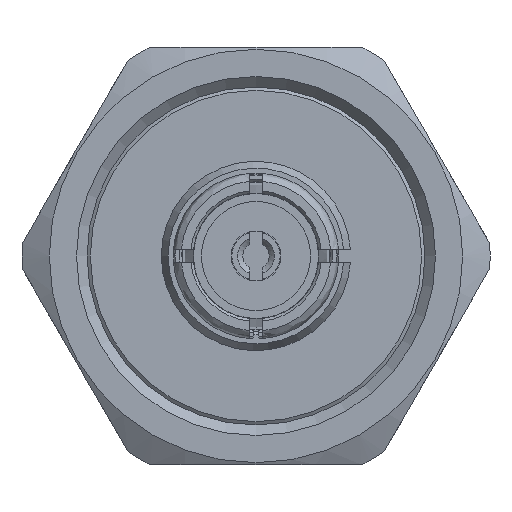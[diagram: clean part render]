
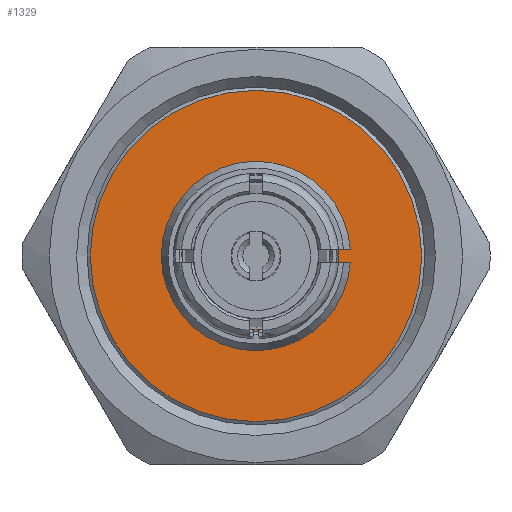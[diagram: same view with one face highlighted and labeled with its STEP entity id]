
A CAD part, left-side view. The second image highlights one B-rep face of the part: STEP entity #1329.
In plain terms, the highlighted planar face has unit normal (-1, 0, 0).
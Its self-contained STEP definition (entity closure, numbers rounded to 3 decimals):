
#74 = ORIENTED_EDGE ( 'NONE', *, *, #1406, .T. ) ;
#112 = DIRECTION ( 'NONE',  ( 0., 0., 1. ) ) ;
#113 = DIRECTION ( 'NONE',  ( 1., 0., 0. ) ) ;
#114 = CARTESIAN_POINT ( 'NONE',  ( 3.4, 0., 0. ) ) ;
#117 = DIRECTION ( 'NONE',  ( 0., -1., 0. ) ) ;
#118 = CARTESIAN_POINT ( 'NONE',  ( 3.4, 1.395, -0.125 ) ) ;
#126 = DIRECTION ( 'NONE',  ( 0., 0., -1. ) ) ;
#127 = DIRECTION ( 'NONE',  ( -1., 0., 0. ) ) ;
#128 = CARTESIAN_POINT ( 'NONE',  ( 3.4, 0., 0. ) ) ;
#229 = ORIENTED_EDGE ( 'NONE', *, *, #1118, .T. ) ;
#249 = ORIENTED_EDGE ( 'NONE', *, *, #1173, .F. ) ;
#270 = ORIENTED_EDGE ( 'NONE', *, *, #1396, .T. ) ;
#272 = ORIENTED_EDGE ( 'NONE', *, *, #1120, .T. ) ;
#811 = DIRECTION ( 'NONE',  ( 0., -1., 0. ) ) ;
#827 = CARTESIAN_POINT ( 'NONE',  ( 3.4, 0., 0. ) ) ;
#828 = DIRECTION ( 'NONE',  ( 1., 0., 0. ) ) ;
#1034 = PLANE ( 'NONE',  #2897 ) ;
#1035 = CARTESIAN_POINT ( 'NONE',  ( 3.4, 1.395, 0. ) ) ;
#1036 = DIRECTION ( 'NONE',  ( 1., 0., 0. ) ) ;
#1037 = DIRECTION ( 'NONE',  ( 0., 0., -1. ) ) ;
#1114 = EDGE_CURVE ( 'NONE', #1988, #1974, #2754, .T. ) ;
#1118 = EDGE_CURVE ( 'NONE', #1974, #2007, #1678, .T. ) ;
#1120 = EDGE_CURVE ( 'NONE', #2007, #1984, #3084, .T. ) ;
#1173 = EDGE_CURVE ( 'NONE', #1908, #1908, #2995, .T. ) ;
#1329 = ADVANCED_FACE ( 'NONE', ( #1791, #1792, #1793 ), #1034, .F. ) ;
#1396 = EDGE_CURVE ( 'NONE', #1984, #1988, #1897, .T. ) ;
#1406 = EDGE_CURVE ( 'NONE', #1922, #1922, #2988, .T. ) ;
#1545 = ORIENTED_EDGE ( 'NONE', *, *, #1114, .T. ) ;
#1678 = LINE ( 'NONE', #118, #3081 ) ;
#1791 = FACE_BOUND ( 'NONE', #2527, .T. ) ;
#1792 = FACE_BOUND ( 'NONE', #2571, .T. ) ;
#1793 = FACE_OUTER_BOUND ( 'NONE', #2045, .T. ) ;
#1897 = LINE ( 'NONE', #2476, #2977 ) ;
#1908 = VERTEX_POINT ( 'NONE', #2335 ) ;
#1922 = VERTEX_POINT ( 'NONE', #2349 ) ;
#1974 = VERTEX_POINT ( 'NONE', #2217 ) ;
#1984 = VERTEX_POINT ( 'NONE', #2223 ) ;
#1988 = VERTEX_POINT ( 'NONE', #2226 ) ;
#2007 = VERTEX_POINT ( 'NONE', #2238 ) ;
#2045 = EDGE_LOOP ( 'NONE', ( #249 ) ) ;
#2217 = CARTESIAN_POINT ( 'NONE',  ( 3.4, -1.62, -0.125 ) ) ;
#2223 = CARTESIAN_POINT ( 'NONE',  ( 3.4, -1.796, 0.125 ) ) ;
#2226 = CARTESIAN_POINT ( 'NONE',  ( 3.4, -1.62, 0.125 ) ) ;
#2238 = CARTESIAN_POINT ( 'NONE',  ( 3.4, -1.796, -0.125 ) ) ;
#2335 = CARTESIAN_POINT ( 'NONE',  ( 3.4, -3.15, 0. ) ) ;
#2349 = CARTESIAN_POINT ( 'NONE',  ( 3.4, 0., 1.395 ) ) ;
#2418 = DIRECTION ( 'NONE',  ( 0., 0., 1. ) ) ;
#2424 = DIRECTION ( 'NONE',  ( 0., 1., 0. ) ) ;
#2468 = CARTESIAN_POINT ( 'NONE',  ( 3.4, 0., 0. ) ) ;
#2476 = CARTESIAN_POINT ( 'NONE',  ( 3.4, 1.395, 0.125 ) ) ;
#2506 = DIRECTION ( 'NONE',  ( 1., 0., 0. ) ) ;
#2527 = EDGE_LOOP ( 'NONE', ( #74 ) ) ;
#2571 = EDGE_LOOP ( 'NONE', ( #229, #272, #270, #1545 ) ) ;
#2753 = AXIS2_PLACEMENT_3D ( 'NONE', #128, #127, #126 ) ;
#2754 = CIRCLE ( 'NONE', #2753, 1.625 ) ;
#2897 = AXIS2_PLACEMENT_3D ( 'NONE', #1035, #1036, #1037 ) ;
#2977 = VECTOR ( 'NONE', #2424, 1000. ) ;
#2987 = AXIS2_PLACEMENT_3D ( 'NONE', #2468, #2506, #2418 ) ;
#2988 = CIRCLE ( 'NONE', #2987, 1.395 ) ;
#2995 = CIRCLE ( 'NONE', #3152, 3.15 ) ;
#3081 = VECTOR ( 'NONE', #117, 1000. ) ;
#3084 = CIRCLE ( 'NONE', #3090, 1.8 ) ;
#3090 = AXIS2_PLACEMENT_3D ( 'NONE', #114, #113, #112 ) ;
#3152 = AXIS2_PLACEMENT_3D ( 'NONE', #827, #828, #811 ) ;
